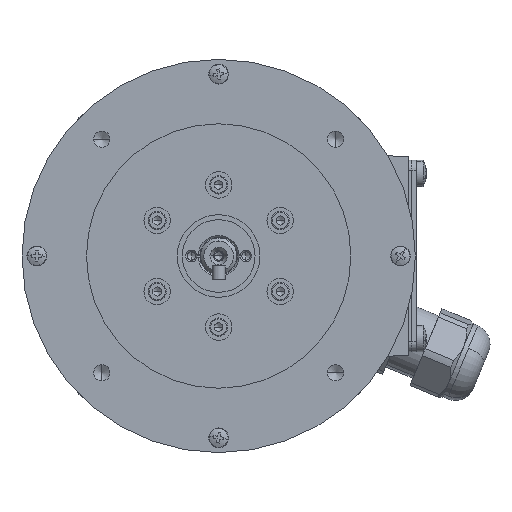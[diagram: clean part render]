
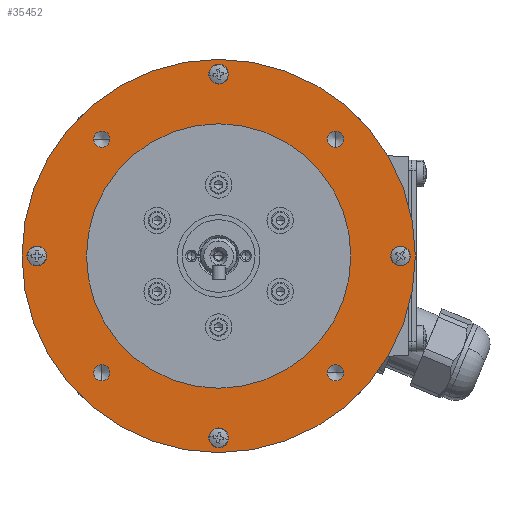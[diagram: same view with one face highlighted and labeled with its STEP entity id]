
A CAD part, left-side view. The second image highlights one B-rep face of the part: STEP entity #35452.
In plain terms, the highlighted planar face has unit normal (-1, 0, 0).
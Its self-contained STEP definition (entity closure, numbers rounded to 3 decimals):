
#10347=CARTESIAN_POINT('',(-9.5,-59.5,0.));
#10348=VERTEX_POINT('',#10347);
#10364=CARTESIAN_POINT('',(-9.5,59.5,0.));
#10365=VERTEX_POINT('',#10364);
#10372=CARTESIAN_POINT('',(-9.5,0.,0.));
#10373=DIRECTION('',(1.0,0.0,0.0));
#10374=DIRECTION('',(0.0,-1.0,0.0));
#10375=AXIS2_PLACEMENT_3D('',#10372,#10373,#10374);
#10376=CIRCLE('',#10375,59.5);
#10377=EDGE_CURVE('',#10365,#10348,#10376,.T.);
#10387=CARTESIAN_POINT('',(-9.5,-40.,0.));
#10388=VERTEX_POINT('',#10387);
#10397=CARTESIAN_POINT('',(-9.5,40.,0.));
#10398=VERTEX_POINT('',#10397);
#10399=CARTESIAN_POINT('',(-9.5,0.,0.));
#10400=DIRECTION('',(1.0,0.0,0.0));
#10401=DIRECTION('',(0.0,-1.0,0.0));
#10402=AXIS2_PLACEMENT_3D('',#10399,#10400,#10401);
#10403=CIRCLE('',#10402,40.0);
#10404=EDGE_CURVE('',#10398,#10388,#10403,.T.);
#10557=CARTESIAN_POINT('',(-9.5,-3.,-55.0));
#10558=VERTEX_POINT('',#10557);
#10583=CARTESIAN_POINT('',(-9.5,3.,-55.0));
#10584=VERTEX_POINT('',#10583);
#10591=CARTESIAN_POINT('',(-9.5,0.,-55.0));
#10592=DIRECTION('',(1.0,0.0,0.0));
#10593=DIRECTION('',(0.0,-1.0,0.0));
#10594=AXIS2_PLACEMENT_3D('',#10591,#10592,#10593);
#10595=CIRCLE('',#10594,3.);
#10596=EDGE_CURVE('',#10558,#10584,#10595,.T.);
#10608=CARTESIAN_POINT('',(-9.5,-55.,3.));
#10609=VERTEX_POINT('',#10608);
#10634=CARTESIAN_POINT('',(-9.5,-55.,-3.));
#10635=VERTEX_POINT('',#10634);
#10642=CARTESIAN_POINT('',(-9.5,-55.,0.));
#10643=DIRECTION('',(1.0,0.0,0.0));
#10644=DIRECTION('',(0.0,0.0,1.0));
#10645=AXIS2_PLACEMENT_3D('',#10642,#10643,#10644);
#10646=CIRCLE('',#10645,3.);
#10647=EDGE_CURVE('',#10609,#10635,#10646,.T.);
#10659=CARTESIAN_POINT('',(-9.5,3.,55.0));
#10660=VERTEX_POINT('',#10659);
#10685=CARTESIAN_POINT('',(-9.5,-3.,55.0));
#10686=VERTEX_POINT('',#10685);
#10693=CARTESIAN_POINT('',(-9.5,0.,55.0));
#10694=DIRECTION('',(1.0,0.0,0.0));
#10695=DIRECTION('',(0.0,1.0,0.0));
#10696=AXIS2_PLACEMENT_3D('',#10693,#10694,#10695);
#10697=CIRCLE('',#10696,3.);
#10698=EDGE_CURVE('',#10660,#10686,#10697,.T.);
#10710=CARTESIAN_POINT('',(-9.5,55.,-3.));
#10711=VERTEX_POINT('',#10710);
#10736=CARTESIAN_POINT('',(-9.5,55.,3.));
#10737=VERTEX_POINT('',#10736);
#10744=CARTESIAN_POINT('',(-9.5,55.,0.));
#10745=DIRECTION('',(1.0,0.0,0.0));
#10746=DIRECTION('',(0.0,0.0,-1.0));
#10747=AXIS2_PLACEMENT_3D('',#10744,#10745,#10746);
#10748=CIRCLE('',#10747,3.);
#10749=EDGE_CURVE('',#10711,#10737,#10748,.T.);
#10782=CARTESIAN_POINT('',(-9.5,-32.897,-35.355));
#10783=VERTEX_POINT('',#10782);
#10799=CARTESIAN_POINT('',(-9.5,-37.814,-35.355));
#10800=VERTEX_POINT('',#10799);
#10807=CARTESIAN_POINT('',(-9.5,-35.355,-35.355));
#10808=DIRECTION('',(1.0,0.0,0.0));
#10809=DIRECTION('',(0.0,1.0,0.0));
#10810=AXIS2_PLACEMENT_3D('',#10807,#10808,#10809);
#10811=CIRCLE('',#10810,2.459);
#10812=EDGE_CURVE('',#10783,#10800,#10811,.T.);
#10895=CARTESIAN_POINT('',(-9.5,-35.355,32.897));
#10896=VERTEX_POINT('',#10895);
#10912=CARTESIAN_POINT('',(-9.5,-35.355,37.814));
#10913=VERTEX_POINT('',#10912);
#10920=CARTESIAN_POINT('',(-9.5,-35.355,35.355));
#10921=DIRECTION('',(1.0,0.0,0.0));
#10922=DIRECTION('',(0.0,0.0,-1.0));
#10923=AXIS2_PLACEMENT_3D('',#10920,#10921,#10922);
#10924=CIRCLE('',#10923,2.459);
#10925=EDGE_CURVE('',#10896,#10913,#10924,.T.);
#11008=CARTESIAN_POINT('',(-9.5,32.897,35.355));
#11009=VERTEX_POINT('',#11008);
#11025=CARTESIAN_POINT('',(-9.5,37.814,35.355));
#11026=VERTEX_POINT('',#11025);
#11033=CARTESIAN_POINT('',(-9.5,35.355,35.355));
#11034=DIRECTION('',(1.0,0.0,0.0));
#11035=DIRECTION('',(0.0,-1.0,0.0));
#11036=AXIS2_PLACEMENT_3D('',#11033,#11034,#11035);
#11037=CIRCLE('',#11036,2.459);
#11038=EDGE_CURVE('',#11009,#11026,#11037,.T.);
#11121=CARTESIAN_POINT('',(-9.5,35.355,-32.897));
#11122=VERTEX_POINT('',#11121);
#11138=CARTESIAN_POINT('',(-9.5,35.355,-37.814));
#11139=VERTEX_POINT('',#11138);
#11146=CARTESIAN_POINT('',(-9.5,35.355,-35.355));
#11147=DIRECTION('',(1.0,0.0,0.0));
#11148=DIRECTION('',(0.0,0.0,1.0));
#11149=AXIS2_PLACEMENT_3D('',#11146,#11147,#11148);
#11150=CIRCLE('',#11149,2.459);
#11151=EDGE_CURVE('',#11122,#11139,#11150,.T.);
#34880=CARTESIAN_POINT('',(-9.5,35.355,-35.355));
#34881=DIRECTION('',(1.0,0.0,0.0));
#34882=DIRECTION('',(0.0,0.0,1.0));
#34883=AXIS2_PLACEMENT_3D('',#34880,#34881,#34882);
#34884=CIRCLE('',#34883,2.459);
#34885=EDGE_CURVE('',#11139,#11122,#34884,.T.);
#34951=CARTESIAN_POINT('',(-9.5,35.355,35.355));
#34952=DIRECTION('',(1.0,0.0,0.0));
#34953=DIRECTION('',(0.0,-1.0,0.0));
#34954=AXIS2_PLACEMENT_3D('',#34951,#34952,#34953);
#34955=CIRCLE('',#34954,2.459);
#34956=EDGE_CURVE('',#11026,#11009,#34955,.T.);
#35022=CARTESIAN_POINT('',(-9.5,-35.355,35.355));
#35023=DIRECTION('',(1.0,0.0,0.0));
#35024=DIRECTION('',(0.0,0.0,-1.0));
#35025=AXIS2_PLACEMENT_3D('',#35022,#35023,#35024);
#35026=CIRCLE('',#35025,2.459);
#35027=EDGE_CURVE('',#10913,#10896,#35026,.T.);
#35093=CARTESIAN_POINT('',(-9.5,-35.355,-35.355));
#35094=DIRECTION('',(1.0,0.0,0.0));
#35095=DIRECTION('',(0.0,1.0,0.0));
#35096=AXIS2_PLACEMENT_3D('',#35093,#35094,#35095);
#35097=CIRCLE('',#35096,2.459);
#35098=EDGE_CURVE('',#10800,#10783,#35097,.T.);
#35111=CARTESIAN_POINT('',(-9.5,55.,0.));
#35112=DIRECTION('',(1.0,0.0,0.0));
#35113=DIRECTION('',(0.0,0.0,-1.0));
#35114=AXIS2_PLACEMENT_3D('',#35111,#35112,#35113);
#35115=CIRCLE('',#35114,3.);
#35116=EDGE_CURVE('',#10737,#10711,#35115,.T.);
#35144=CARTESIAN_POINT('',(-9.5,0.,55.0));
#35145=DIRECTION('',(1.0,0.0,0.0));
#35146=DIRECTION('',(0.0,1.0,0.0));
#35147=AXIS2_PLACEMENT_3D('',#35144,#35145,#35146);
#35148=CIRCLE('',#35147,3.);
#35149=EDGE_CURVE('',#10686,#10660,#35148,.T.);
#35163=CARTESIAN_POINT('',(-9.5,-55.,0.));
#35164=DIRECTION('',(1.0,0.0,0.0));
#35165=DIRECTION('',(0.0,0.0,1.0));
#35166=AXIS2_PLACEMENT_3D('',#35163,#35164,#35165);
#35167=CIRCLE('',#35166,3.);
#35168=EDGE_CURVE('',#10635,#10609,#35167,.T.);
#35196=CARTESIAN_POINT('',(-9.5,0.,-55.0));
#35197=DIRECTION('',(1.0,0.0,0.0));
#35198=DIRECTION('',(0.0,-1.0,0.0));
#35199=AXIS2_PLACEMENT_3D('',#35196,#35197,#35198);
#35200=CIRCLE('',#35199,3.);
#35201=EDGE_CURVE('',#10584,#10558,#35200,.T.);
#35341=CARTESIAN_POINT('',(-9.5,0.,0.));
#35342=DIRECTION('',(1.0,0.0,0.0));
#35343=DIRECTION('',(0.0,-1.0,0.0));
#35344=AXIS2_PLACEMENT_3D('',#35341,#35342,#35343);
#35345=CIRCLE('',#35344,40.0);
#35346=EDGE_CURVE('',#10388,#10398,#35345,.T.);
#35395=CARTESIAN_POINT('',(-9.5,0.,0.));
#35396=DIRECTION('',(1.0,0.0,0.0));
#35397=DIRECTION('',(0.0,-1.0,0.0));
#35398=AXIS2_PLACEMENT_3D('',#35395,#35396,#35397);
#35399=CIRCLE('',#35398,59.5);
#35400=EDGE_CURVE('',#10348,#10365,#35399,.T.);
#35407=CARTESIAN_POINT('',(-9.5,0.,0.));
#35408=DIRECTION('',(1.0,0.0,0.0));
#35409=DIRECTION('',(0.0,-1.0,0.0));
#35410=AXIS2_PLACEMENT_3D('',#35407,#35408,#35409);
#35411=PLANE('',#35410);
#35412=ORIENTED_EDGE('',*,*,#10377,.F.);
#35413=ORIENTED_EDGE('',*,*,#35400,.F.);
#35414=EDGE_LOOP('',(#35412,#35413));
#35415=FACE_OUTER_BOUND('',#35414,.T.);
#35416=ORIENTED_EDGE('',*,*,#11151,.T.);
#35417=ORIENTED_EDGE('',*,*,#34885,.T.);
#35418=EDGE_LOOP('',(#35416,#35417));
#35419=FACE_BOUND('',#35418,.T.);
#35420=ORIENTED_EDGE('',*,*,#11038,.T.);
#35421=ORIENTED_EDGE('',*,*,#34956,.T.);
#35422=EDGE_LOOP('',(#35420,#35421));
#35423=FACE_BOUND('',#35422,.T.);
#35424=ORIENTED_EDGE('',*,*,#10925,.T.);
#35425=ORIENTED_EDGE('',*,*,#35027,.T.);
#35426=EDGE_LOOP('',(#35424,#35425));
#35427=FACE_BOUND('',#35426,.T.);
#35428=ORIENTED_EDGE('',*,*,#10812,.T.);
#35429=ORIENTED_EDGE('',*,*,#35098,.T.);
#35430=EDGE_LOOP('',(#35428,#35429));
#35431=FACE_BOUND('',#35430,.T.);
#35432=ORIENTED_EDGE('',*,*,#35116,.T.);
#35433=ORIENTED_EDGE('',*,*,#10749,.T.);
#35434=EDGE_LOOP('',(#35432,#35433));
#35435=FACE_BOUND('',#35434,.T.);
#35436=ORIENTED_EDGE('',*,*,#35149,.T.);
#35437=ORIENTED_EDGE('',*,*,#10698,.T.);
#35438=EDGE_LOOP('',(#35436,#35437));
#35439=FACE_BOUND('',#35438,.T.);
#35440=ORIENTED_EDGE('',*,*,#35168,.T.);
#35441=ORIENTED_EDGE('',*,*,#10647,.T.);
#35442=EDGE_LOOP('',(#35440,#35441));
#35443=FACE_BOUND('',#35442,.T.);
#35444=ORIENTED_EDGE('',*,*,#35201,.T.);
#35445=ORIENTED_EDGE('',*,*,#10596,.T.);
#35446=EDGE_LOOP('',(#35444,#35445));
#35447=FACE_BOUND('',#35446,.T.);
#35448=ORIENTED_EDGE('',*,*,#10404,.T.);
#35449=ORIENTED_EDGE('',*,*,#35346,.T.);
#35450=EDGE_LOOP('',(#35448,#35449));
#35451=FACE_BOUND('',#35450,.T.);
#35452=ADVANCED_FACE('',(#35415,#35419,#35423,#35427,#35431,#35435,#35439,#35443,#35447,#35451),#35411,.F.);
